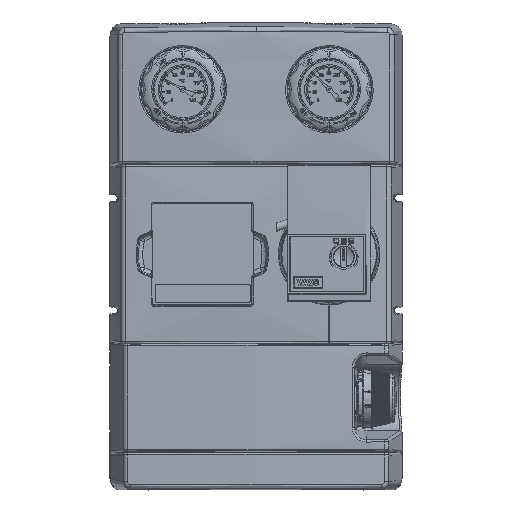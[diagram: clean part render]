
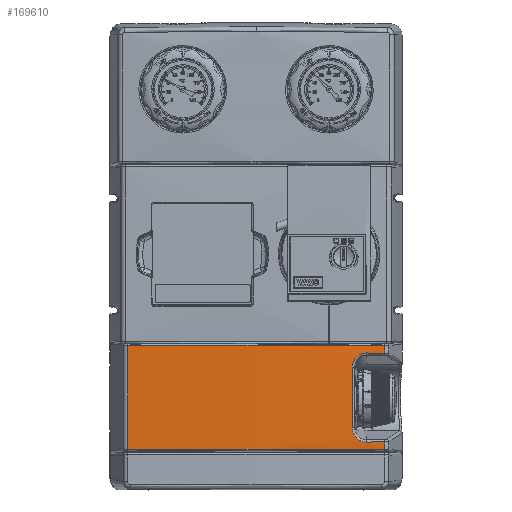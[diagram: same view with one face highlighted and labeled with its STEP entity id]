
A CAD part, top view. The second image highlights one B-rep face of the part: STEP entity #169610.
In plain terms, the highlighted cylindrical face has radius 2000 mm (diameter 4000 mm), a partial arc.
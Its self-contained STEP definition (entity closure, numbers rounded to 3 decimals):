
#169552=AXIS2_PLACEMENT_3D('Cylinder Axis2P3D',#169549,#169550,#169551) ;
#166840=CARTESIAN_POINT('Vertex',(47.39,-218.692,34.229)) ;
#166930=CARTESIAN_POINT('Vertex',(-172.39,-218.692,34.229)) ;
#166934=CARTESIAN_POINT('Control Point',(47.39,-218.692,34.229)) ;
#166935=CARTESIAN_POINT('Control Point',(19.974,-218.745,35.737)) ;
#166936=CARTESIAN_POINT('Control Point',(-7.467,-218.781,36.776)) ;
#166937=CARTESIAN_POINT('Control Point',(-34.923,-218.801,37.343)) ;
#166938=CARTESIAN_POINT('Control Point',(-78.907,-218.806,37.496)) ;
#166939=CARTESIAN_POINT('Control Point',(-122.875,-218.77,36.441)) ;
#166940=CARTESIAN_POINT('Control Point',(-139.388,-218.75,35.874)) ;
#166941=CARTESIAN_POINT('Control Point',(-155.893,-218.724,35.137)) ;
#166942=CARTESIAN_POINT('Control Point',(-172.39,-218.692,34.229)) ;
#167410=CARTESIAN_POINT('Line Origine',(-172.39,-263.,34.229)) ;
#167414=CARTESIAN_POINT('Vertex',(-172.39,-307.308,34.229)) ;
#168029=CARTESIAN_POINT('Vertex',(47.39,-307.308,34.229)) ;
#168033=CARTESIAN_POINT('Control Point',(47.39,-307.308,34.229)) ;
#168034=CARTESIAN_POINT('Control Point',(19.974,-307.255,35.737)) ;
#168035=CARTESIAN_POINT('Control Point',(-7.467,-307.219,36.776)) ;
#168036=CARTESIAN_POINT('Control Point',(-34.923,-307.199,37.343)) ;
#168037=CARTESIAN_POINT('Control Point',(-78.907,-307.194,37.496)) ;
#168038=CARTESIAN_POINT('Control Point',(-122.875,-307.23,36.441)) ;
#168039=CARTESIAN_POINT('Control Point',(-139.388,-307.25,35.874)) ;
#168040=CARTESIAN_POINT('Control Point',(-155.893,-307.276,35.137)) ;
#168041=CARTESIAN_POINT('Control Point',(-172.39,-307.308,34.229)) ;
#169160=CARTESIAN_POINT('Line Origine',(47.39,-263.,34.229)) ;
#169164=CARTESIAN_POINT('Vertex',(47.39,-300.933,34.229)) ;
#169351=CARTESIAN_POINT('Line Origine',(47.39,-263.,34.229)) ;
#169355=CARTESIAN_POINT('Vertex',(47.39,-225.067,34.229)) ;
#169549=CARTESIAN_POINT('Axis2P3D Location',(-62.5,-263.,-1962.75)) ;
#169555=CARTESIAN_POINT('Control Point',(47.39,-300.933,34.229)) ;
#169556=CARTESIAN_POINT('Control Point',(42.198,-300.984,34.514)) ;
#169557=CARTESIAN_POINT('Control Point',(37.006,-301.03,34.78)) ;
#169558=CARTESIAN_POINT('Control Point',(31.813,-301.074,35.025)) ;
#169559=CARTESIAN_POINT('Vertex',(31.813,-301.074,35.025)) ;
#169563=CARTESIAN_POINT('Control Point',(31.813,-301.074,35.025)) ;
#169564=CARTESIAN_POINT('Control Point',(28.03,-301.105,35.204)) ;
#169565=CARTESIAN_POINT('Control Point',(24.219,-299.632,35.375)) ;
#169566=CARTESIAN_POINT('Control Point',(21.259,-296.575,35.496)) ;
#169567=CARTESIAN_POINT('Control Point',(19.826,-292.796,35.555)) ;
#169568=CARTESIAN_POINT('Control Point',(19.826,-289.019,35.555)) ;
#169569=CARTESIAN_POINT('Vertex',(19.826,-289.019,35.555)) ;
#169572=CARTESIAN_POINT('Line Origine',(19.826,-263.,35.555)) ;
#169576=CARTESIAN_POINT('Vertex',(19.826,-236.981,35.555)) ;
#169580=CARTESIAN_POINT('Control Point',(19.826,-236.981,35.555)) ;
#169581=CARTESIAN_POINT('Control Point',(19.826,-235.363,35.555)) ;
#169582=CARTESIAN_POINT('Control Point',(20.091,-233.744,35.544)) ;
#169583=CARTESIAN_POINT('Control Point',(20.624,-232.182,35.522)) ;
#169584=CARTESIAN_POINT('Control Point',(22.454,-228.812,35.446)) ;
#169585=CARTESIAN_POINT('Control Point',(25.463,-226.361,35.316)) ;
#169586=CARTESIAN_POINT('Control Point',(27.484,-225.383,35.226)) ;
#169587=CARTESIAN_POINT('Control Point',(29.651,-224.908,35.127)) ;
#169588=CARTESIAN_POINT('Control Point',(31.813,-224.926,35.025)) ;
#169589=CARTESIAN_POINT('Vertex',(31.813,-224.926,35.025)) ;
#169593=CARTESIAN_POINT('Control Point',(47.39,-225.067,34.229)) ;
#169594=CARTESIAN_POINT('Control Point',(42.198,-225.016,34.514)) ;
#169595=CARTESIAN_POINT('Control Point',(37.006,-224.97,34.78)) ;
#169596=CARTESIAN_POINT('Control Point',(31.813,-224.926,35.025)) ;
#167411=DIRECTION('Vector Direction',(0.,-1.,0.)) ;
#169161=DIRECTION('Vector Direction',(0.,1.,0.)) ;
#169352=DIRECTION('Vector Direction',(0.,1.,0.)) ;
#169550=DIRECTION('Axis2P3D Direction',(0.,1.,-0.)) ;
#169551=DIRECTION('Axis2P3D XDirection',(-0.055,0.,0.998)) ;
#169573=DIRECTION('Vector Direction',(0.,1.,0.)) ;
#167412=VECTOR('Line Direction',#167411,1.) ;
#169162=VECTOR('Line Direction',#169161,1.) ;
#169353=VECTOR('Line Direction',#169352,1.) ;
#169574=VECTOR('Line Direction',#169573,1.) ;
#169599=ORIENTED_EDGE('',*,*,#169357,.T.) ;
#169600=ORIENTED_EDGE('',*,*,#166943,.T.) ;
#169601=ORIENTED_EDGE('',*,*,#167416,.F.) ;
#169602=ORIENTED_EDGE('',*,*,#168042,.T.) ;
#169603=ORIENTED_EDGE('',*,*,#169166,.T.) ;
#169604=ORIENTED_EDGE('',*,*,#169561,.T.) ;
#169605=ORIENTED_EDGE('',*,*,#169571,.T.) ;
#169606=ORIENTED_EDGE('',*,*,#169578,.T.) ;
#169607=ORIENTED_EDGE('',*,*,#169591,.T.) ;
#169608=ORIENTED_EDGE('',*,*,#169597,.T.) ;
#169610=ADVANCED_FACE('PartBody',(#169609),#169553,.T.) ;
#166933=B_SPLINE_CURVE_WITH_KNOTS('',5,(#166934,#166935,#166936,#166937,#166938,#166939,#166940,#166941,#166942),.UNSPECIFIED.,.F.,.U.,(6,3,6),(91.688,285.763,402.543),.UNSPECIFIED.) ;
#168032=B_SPLINE_CURVE_WITH_KNOTS('',5,(#168033,#168034,#168035,#168036,#168037,#168038,#168039,#168040,#168041),.UNSPECIFIED.,.F.,.U.,(6,3,6),(91.688,285.763,402.543),.UNSPECIFIED.) ;
#169554=B_SPLINE_CURVE_WITH_KNOTS('',3,(#169555,#169556,#169557,#169558),.UNSPECIFIED.,.F.,.U.,(4,4),(62.167,84.215),.UNSPECIFIED.) ;
#169562=B_SPLINE_CURVE_WITH_KNOTS('',5,(#169563,#169564,#169565,#169566,#169567,#169568),.UNSPECIFIED.,.F.,.U.,(6,6),(37.339,61.989),.UNSPECIFIED.) ;
#169579=B_SPLINE_CURVE_WITH_KNOTS('',5,(#169580,#169581,#169582,#169583,#169584,#169585,#169586,#169587,#169588),.UNSPECIFIED.,.F.,.U.,(6,3,6),(37.206,47.768,61.856),.UNSPECIFIED.) ;
#169592=B_SPLINE_CURVE_WITH_KNOTS('',3,(#169593,#169594,#169595,#169596),.UNSPECIFIED.,.F.,.U.,(4,4),(62.167,84.215),.UNSPECIFIED.) ;
#169553=CYLINDRICAL_SURFACE('generated cylinder',#169552,2000.) ;
#166943=EDGE_CURVE('',#166841,#166931,#166933,.T.) ;
#167416=EDGE_CURVE('',#167415,#166931,#167413,.F.) ;
#168042=EDGE_CURVE('',#167415,#168030,#168032,.F.) ;
#169166=EDGE_CURVE('',#168030,#169165,#169163,.T.) ;
#169357=EDGE_CURVE('',#169356,#166841,#169354,.T.) ;
#169561=EDGE_CURVE('',#169165,#169560,#169554,.T.) ;
#169571=EDGE_CURVE('',#169560,#169570,#169562,.T.) ;
#169578=EDGE_CURVE('',#169570,#169577,#169575,.T.) ;
#169591=EDGE_CURVE('',#169577,#169590,#169579,.T.) ;
#169597=EDGE_CURVE('',#169590,#169356,#169592,.F.) ;
#169598=EDGE_LOOP('',(#169599,#169600,#169601,#169602,#169603,#169604,#169605,#169606,#169607,#169608)) ;
#169609=FACE_OUTER_BOUND('',#169598,.T.) ;
#167413=LINE('Line',#167410,#167412) ;
#169163=LINE('Line',#169160,#169162) ;
#169354=LINE('Line',#169351,#169353) ;
#169575=LINE('Line',#169572,#169574) ;
#166841=VERTEX_POINT('',#166840) ;
#166931=VERTEX_POINT('',#166930) ;
#167415=VERTEX_POINT('',#167414) ;
#168030=VERTEX_POINT('',#168029) ;
#169165=VERTEX_POINT('',#169164) ;
#169356=VERTEX_POINT('',#169355) ;
#169560=VERTEX_POINT('',#169559) ;
#169570=VERTEX_POINT('',#169569) ;
#169577=VERTEX_POINT('',#169576) ;
#169590=VERTEX_POINT('',#169589) ;
